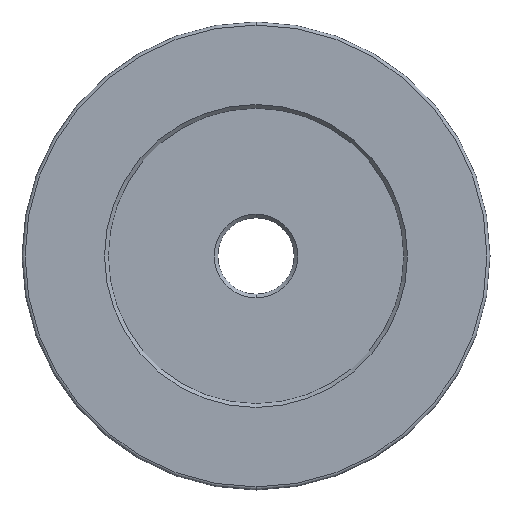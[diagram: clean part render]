
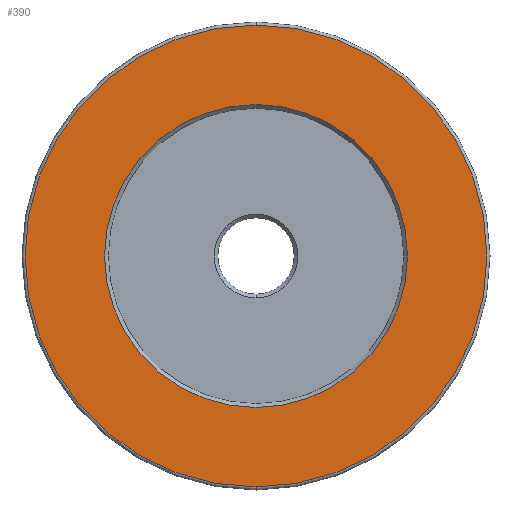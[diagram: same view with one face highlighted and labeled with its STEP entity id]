
A CAD part, front view. The second image highlights one B-rep face of the part: STEP entity #390.
In plain terms, the highlighted planar face has unit normal (0, -1, 0).
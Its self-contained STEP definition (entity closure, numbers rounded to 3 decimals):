
#17 = DIRECTION ( 'NONE',  ( 0., 0., 1. ) ) ;
#77 = DIRECTION ( 'NONE',  ( 0., 0., 1. ) ) ;
#79 = EDGE_LOOP ( 'NONE', ( #126, #378 ) ) ;
#83 = CARTESIAN_POINT ( 'NONE',  ( -7.547, -4.394, 38. ) ) ;
#105 = DIRECTION ( 'NONE',  ( 0., 0., 1. ) ) ;
#121 = PLANE ( 'NONE',  #501 ) ;
#126 = ORIENTED_EDGE ( 'NONE', *, *, #506, .T. ) ;
#128 = EDGE_LOOP ( 'NONE', ( #139, #444 ) ) ;
#139 = ORIENTED_EDGE ( 'NONE', *, *, #168, .T. ) ;
#141 = EDGE_CURVE ( 'NONE', #234, #607, #591, .T. ) ;
#144 = CIRCLE ( 'NONE', #271, 18.75 ) ;
#168 = EDGE_CURVE ( 'NONE', #518, #183, #187, .T. ) ;
#179 = FACE_BOUND ( 'NONE', #128, .T. ) ;
#183 = VERTEX_POINT ( 'NONE', #252 ) ;
#186 = CARTESIAN_POINT ( 'NONE',  ( -7.547, -4.394, 38. ) ) ;
#187 = CIRCLE ( 'NONE', #500, 12.3 ) ;
#191 = DIRECTION ( 'NONE',  ( 0., -1., 0. ) ) ;
#234 = VERTEX_POINT ( 'NONE', #585 ) ;
#248 = DIRECTION ( 'NONE',  ( 0., -1., 0. ) ) ;
#252 = CARTESIAN_POINT ( 'NONE',  ( -7.547, -4.394, 50.3 ) ) ;
#271 = AXIS2_PLACEMENT_3D ( 'NONE', #186, #191, #276 ) ;
#276 = DIRECTION ( 'NONE',  ( 0., 0., 1. ) ) ;
#332 = EDGE_CURVE ( 'NONE', #183, #518, #351, .T. ) ;
#350 = CARTESIAN_POINT ( 'NONE',  ( -7.547, -4.394, 38. ) ) ;
#351 = CIRCLE ( 'NONE', #407, 12.3 ) ;
#378 = ORIENTED_EDGE ( 'NONE', *, *, #141, .T. ) ;
#390 = ADVANCED_FACE ( 'NONE', ( #541, #179 ), #121, .F. ) ;
#407 = AXIS2_PLACEMENT_3D ( 'NONE', #602, #445, #77 ) ;
#430 = DIRECTION ( 'NONE',  ( 0., 1., 0. ) ) ;
#444 = ORIENTED_EDGE ( 'NONE', *, *, #332, .T. ) ;
#445 = DIRECTION ( 'NONE',  ( 0., 1., 0. ) ) ;
#448 = DIRECTION ( 'NONE',  ( 0., 0., 1. ) ) ;
#471 = CARTESIAN_POINT ( 'NONE',  ( -7.547, -4.394, 56.75 ) ) ;
#489 = DIRECTION ( 'NONE',  ( 0., 1., 0. ) ) ;
#500 = AXIS2_PLACEMENT_3D ( 'NONE', #527, #430, #105 ) ;
#501 = AXIS2_PLACEMENT_3D ( 'NONE', #83, #489, #448 ) ;
#506 = EDGE_CURVE ( 'NONE', #607, #234, #144, .T. ) ;
#518 = VERTEX_POINT ( 'NONE', #560 ) ;
#522 = AXIS2_PLACEMENT_3D ( 'NONE', #350, #248, #17 ) ;
#527 = CARTESIAN_POINT ( 'NONE',  ( -7.547, -4.394, 38. ) ) ;
#541 = FACE_OUTER_BOUND ( 'NONE', #79, .T. ) ;
#560 = CARTESIAN_POINT ( 'NONE',  ( -7.547, -4.394, 25.7 ) ) ;
#585 = CARTESIAN_POINT ( 'NONE',  ( -7.547, -4.394, 19.25 ) ) ;
#591 = CIRCLE ( 'NONE', #522, 18.75 ) ;
#602 = CARTESIAN_POINT ( 'NONE',  ( -7.547, -4.394, 38. ) ) ;
#607 = VERTEX_POINT ( 'NONE', #471 ) ;
